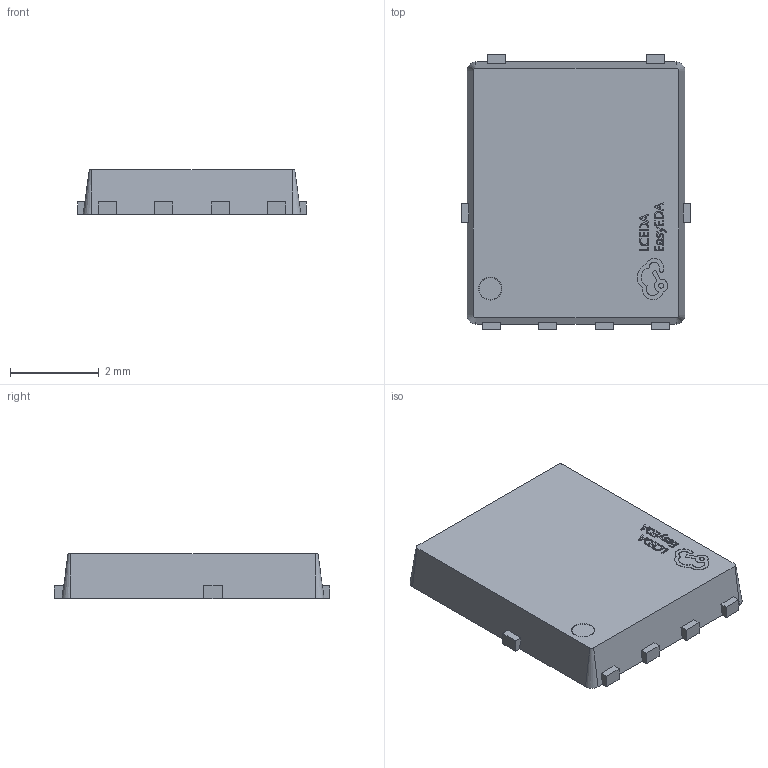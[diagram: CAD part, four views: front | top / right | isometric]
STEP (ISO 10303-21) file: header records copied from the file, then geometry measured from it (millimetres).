
FILE_DESCRIPTION (( 'STEP AP214' ), '1' );
FILE_NAME ('DFN-5_L4.9-W5.9-H1.0-P1.27-LS6.2-BL.step', '2022-06-30T13:14:18', ( '' ), ( '' ), 'SwSTEP 2.0', 'SolidWorks 2020', '' );
FILE_SCHEMA (( 'AUTOMOTIVE_DESIGN' ));
Length unit declared in the file: millimetre
Products named in the file (1): DFN-5_L4.9-W5.9-H1.0-P1.27-LS6.2-BL
Bounding box: 5.15 x 6.2 x 1.02 mm (x, y, z)
Volume: 27.7 mm3; surface area: 78 mm2
Topology: 1 solids, 1 shells, 289 faces, 801 edges, 534 vertices
Faces by surface type: plane 185, bspline 98, cone 4, torus 2
Entity records: 12874 total; most frequent: CARTESIAN_POINT 2931, ORIENTED_EDGE 1602, DIRECTION 999, EDGE_CURVE 801, LINE 587, VECTOR 587, VERTEX_POINT 534, EDGE_LOOP 309
